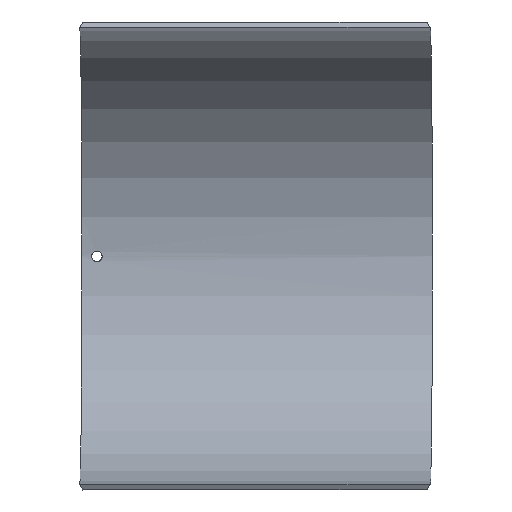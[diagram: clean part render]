
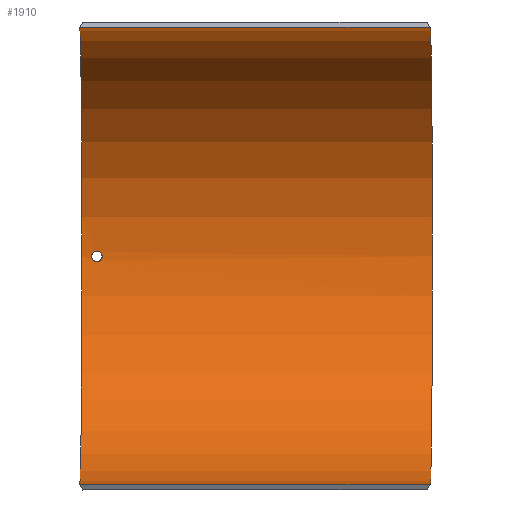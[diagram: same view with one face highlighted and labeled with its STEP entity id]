
A CAD part, top view. The second image highlights one B-rep face of the part: STEP entity #1910.
In plain terms, the highlighted cylindrical face has radius 1955 mm (diameter 3910 mm), a partial arc.
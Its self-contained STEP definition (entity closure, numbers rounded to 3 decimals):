
#230=CARTESIAN_POINT('',(-1955.,1498.,-1.));
#240=VERTEX_POINT('',#230);
#270=CARTESIAN_POINT('',(-1955.,1498.,-1.));
#280=DIRECTION('',(0.,-1.,0.));
#290=VECTOR('',#280,1.);
#300=LINE('',#270,#290);
#310=CARTESIAN_POINT('',(-1955.,-1498.,-1.));
#320=VERTEX_POINT('',#310);
#330=EDGE_CURVE('',#240,#320,#300,.T.);
#690=CARTESIAN_POINT('',(0.,-1498.,
0.));
#700=DIRECTION('',(0.,1.,0.));
#710=DIRECTION('',(1.,0.,
-0.001));
#720=AXIS2_PLACEMENT_3D('',#690,#700,#710);
#730=CIRCLE('',#720,1955.);
#740=CARTESIAN_POINT('',(1955.,-1498.,-1.));
#750=VERTEX_POINT('',#740);
#760=EDGE_CURVE('',#750,#320,#730,.T.);
#1020=CARTESIAN_POINT('',(1955.,-1498.,-1.));
#1030=DIRECTION('',(0.,1.,0.));
#1040=VECTOR('',#1030,1.);
#1050=LINE('',#1020,#1040);
#1060=CARTESIAN_POINT('',(1955.,1498.,-1.));
#1070=VERTEX_POINT('',#1060);
#1080=EDGE_CURVE('',#750,#1070,#1050,.T.);
#1380=CARTESIAN_POINT('',(0.,-1498.,
0.));
#1390=DIRECTION('',(0.,-1.,0.));
#1400=DIRECTION('',(0.,0.,1.));
#1410=AXIS2_PLACEMENT_3D('',#1380,#1390,#1400);
#1420=CYLINDRICAL_SURFACE('',#1410,1955.);
#1430=ORIENTED_EDGE('',*,*,#760,.F.);
#1440=ORIENTED_EDGE('',*,*,#330,.T.);
#1450=CARTESIAN_POINT('',(0.,1498.,0.)
);
#1460=DIRECTION('',(0.,-1.,0.));
#1470=DIRECTION('',(0.,0.,-1.));
#1480=AXIS2_PLACEMENT_3D('',#1450,#1460,#1470);
#1490=CIRCLE('',#1480,1955.);
#1500=EDGE_CURVE('',#240,#1070,#1490,.T.);
#1510=ORIENTED_EDGE('',*,*,#1500,.F.);
#1520=ORIENTED_EDGE('',*,*,#1080,.T.);
#1530=EDGE_LOOP('',(#1520,#1510,#1440,#1430));
#1540=FACE_OUTER_BOUND('',#1530,.T.);
#1550=CARTESIAN_POINT('',(0.,-1324.708,-1955.))
;
#1560=CARTESIAN_POINT('',(5.481,-1324.708,
-1955.));
#1570=CARTESIAN_POINT('',(15.698,-1326.574,
-1954.956));
#1580=CARTESIAN_POINT('',(29.613,-1334.612,
-1954.788));
#1590=CARTESIAN_POINT('',(39.644,-1346.579,
-1954.603));
#1600=CARTESIAN_POINT('',(45.195,-1361.56,
-1954.478));
#1610=CARTESIAN_POINT('',(45.254,-1377.483,
-1954.476));
#1620=CARTESIAN_POINT('',(39.846,-1392.488,
-1954.599));
#1630=CARTESIAN_POINT('',(29.819,-1404.657,
-1954.786));
#1640=CARTESIAN_POINT('',(15.748,-1412.84,
-1954.956));
#1650=CARTESIAN_POINT('',(5.496,-1414.709,
-1955.));
#1660=CARTESIAN_POINT('',(0.,-1414.709,-1955.)
);
#1670=B_SPLINE_CURVE_WITH_KNOTS('',3,(#1550,#1560,#1570,#1580,#1590,
#1600,#1610,#1620,#1630,#1640,#1650,#1660),.UNSPECIFIED.,.F.,.F.,(4,1,1,
1,1,1,1,1,1,4),(0.,0.111,0.222,0.333
,0.444,0.556,0.667,0.778
,0.889,1.),.UNSPECIFIED.);
#1680=CARTESIAN_POINT('',(0.,-1324.705,
-1954.74));
#1690=VERTEX_POINT('',#1680);
#1700=CARTESIAN_POINT('',(0.,-1414.712,-1955.)
);
#1710=VERTEX_POINT('',#1700);
#1720=EDGE_CURVE('',#1690,#1710,#1670,.T.);
#1730=ORIENTED_EDGE('',*,*,#1720,.T.);
#1740=CARTESIAN_POINT('',(0.,-1414.709,-1955.)
);
#1750=CARTESIAN_POINT('',(-5.479,-1414.709,
-1955.));
#1760=CARTESIAN_POINT('',(-15.692,-1412.844,
-1954.956));
#1770=CARTESIAN_POINT('',(-29.609,-1404.803,
-1954.789));
#1780=CARTESIAN_POINT('',(-39.642,-1392.833,
-1954.603));
#1790=CARTESIAN_POINT('',(-45.195,-1377.846,
-1954.478));
#1800=CARTESIAN_POINT('',(-45.254,-1361.921,
-1954.476));
#1810=CARTESIAN_POINT('',(-39.847,-1346.922,
-1954.599));
#1820=CARTESIAN_POINT('',(-29.822,-1334.757,
-1954.786));
#1830=CARTESIAN_POINT('',(-15.754,-1326.577,
-1954.955));
#1840=CARTESIAN_POINT('',(-5.499,-1324.708,
-1955.));
#1850=CARTESIAN_POINT('',(0.,-1324.708,-1955.))
;
#1860=B_SPLINE_CURVE_WITH_KNOTS('',3,(#1740,#1750,#1760,#1770,#1780,
#1790,#1800,#1810,#1820,#1830,#1840,#1850),.UNSPECIFIED.,.F.,.F.,(4,1,1,
1,1,1,1,1,1,4),(0.,0.111,0.222,0.333
,0.444,0.556,0.667,0.778
,0.889,1.),.UNSPECIFIED.);
#1870=EDGE_CURVE('',#1710,#1690,#1860,.T.);
#1880=ORIENTED_EDGE('',*,*,#1870,.T.);
#1890=EDGE_LOOP('',(#1880,#1730));
#1900=FACE_BOUND('',#1890,.T.);
#1910=ADVANCED_FACE('',(#1540,#1900),#1420,.F.);
